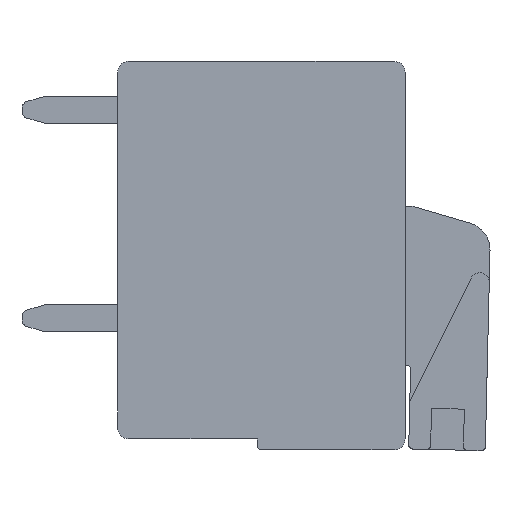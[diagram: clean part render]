
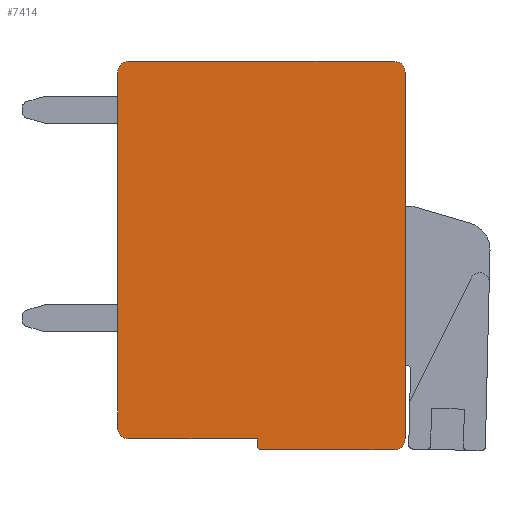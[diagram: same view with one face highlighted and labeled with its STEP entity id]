
A CAD part, front view. The second image highlights one B-rep face of the part: STEP entity #7414.
In plain terms, the highlighted planar face has unit normal (0, -1, 0).
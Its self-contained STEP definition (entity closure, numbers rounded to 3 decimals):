
#1=CARTESIAN_POINT('',(5.25,0.,-14.05));
#2=DIRECTION('',(0.,1.,0.));
#3=DIRECTION('',(0.,0.,-1.));
#4=AXIS2_PLACEMENT_3D('',#1,#2,#3);
#6=DIRECTION('',(0.,0.,1.));
#7=VECTOR('',#6,0.25);
#8=CARTESIAN_POINT('',(5.1,0.,-14.05));
#9=LINE('',#8,#7);
#10=DIRECTION('',(-1.,0.,0.));
#11=VECTOR('',#10,4.7);
#12=CARTESIAN_POINT('',(5.1,0.,-13.8));
#13=LINE('',#12,#11);
#14=CARTESIAN_POINT('',(0.4,0.,-13.4));
#15=DIRECTION('',(0.,1.,0.));
#16=DIRECTION('',(0.,0.,-1.));
#17=AXIS2_PLACEMENT_3D('',#14,#15,#16);
#19=DIRECTION('',(0.,0.,1.));
#20=VECTOR('',#19,13.);
#21=CARTESIAN_POINT('',(0.,0.,-13.4));
#22=LINE('',#21,#20);
#23=CARTESIAN_POINT('',(0.4,0.,-0.4));
#24=DIRECTION('',(0.,1.,0.));
#25=DIRECTION('',(-1.,0.,0.));
#26=AXIS2_PLACEMENT_3D('',#23,#24,#25);
#28=DIRECTION('',(1.,0.,0.));
#29=VECTOR('',#28,9.7);
#30=CARTESIAN_POINT('',(0.4,0.,0.));
#31=LINE('',#30,#29);
#32=CARTESIAN_POINT('',(10.1,0.,-0.4));
#33=DIRECTION('',(0.,1.,0.));
#34=DIRECTION('',(0.,0.,1.));
#35=AXIS2_PLACEMENT_3D('',#32,#33,#34);
#37=DIRECTION('',(0.,0.,-1.));
#38=VECTOR('',#37,13.4);
#39=CARTESIAN_POINT('',(10.5,0.,-0.4));
#40=LINE('',#39,#38);
#41=CARTESIAN_POINT('',(10.1,0.,-13.8));
#42=DIRECTION('',(0.,1.,0.));
#43=DIRECTION('',(1.,0.,0.));
#44=AXIS2_PLACEMENT_3D('',#41,#42,#43);
#46=DIRECTION('',(-1.,0.,0.));
#47=VECTOR('',#46,4.85);
#48=CARTESIAN_POINT('',(10.1,0.,-14.2));
#49=LINE('',#48,#47);
#5633=CARTESIAN_POINT('',(5.25,0.,-14.2));
#5634=CARTESIAN_POINT('',(5.1,0.,-14.05));
#5635=VERTEX_POINT('',#5633);
#5636=VERTEX_POINT('',#5634);
#5637=CARTESIAN_POINT('',(5.1,0.,-13.8));
#5638=VERTEX_POINT('',#5637);
#5639=CARTESIAN_POINT('',(0.4,0.,-13.8));
#5640=VERTEX_POINT('',#5639);
#5641=CARTESIAN_POINT('',(0.,0.,-13.4));
#5642=VERTEX_POINT('',#5641);
#5643=CARTESIAN_POINT('',(0.,0.,-0.4));
#5644=VERTEX_POINT('',#5643);
#5645=CARTESIAN_POINT('',(0.4,0.,0.));
#5646=VERTEX_POINT('',#5645);
#5647=CARTESIAN_POINT('',(10.1,0.,0.));
#5648=VERTEX_POINT('',#5647);
#5649=CARTESIAN_POINT('',(10.5,0.,-0.4));
#5650=VERTEX_POINT('',#5649);
#5651=CARTESIAN_POINT('',(10.5,0.,-13.8));
#5652=VERTEX_POINT('',#5651);
#5653=CARTESIAN_POINT('',(10.1,0.,-14.2));
#5654=VERTEX_POINT('',#5653);
#7385=CARTESIAN_POINT('',(0.,0.,0.));
#7386=DIRECTION('',(0.,1.,0.));
#7387=DIRECTION('',(1.,0.,0.));
#7388=AXIS2_PLACEMENT_3D('',#7385,#7386,#7387);
#7389=PLANE('',#7388);
#7391=ORIENTED_EDGE('',*,*,#7390,.T.);
#7393=ORIENTED_EDGE('',*,*,#7392,.T.);
#7395=ORIENTED_EDGE('',*,*,#7394,.T.);
#7397=ORIENTED_EDGE('',*,*,#7396,.T.);
#7399=ORIENTED_EDGE('',*,*,#7398,.T.);
#7401=ORIENTED_EDGE('',*,*,#7400,.T.);
#7403=ORIENTED_EDGE('',*,*,#7402,.T.);
#7405=ORIENTED_EDGE('',*,*,#7404,.T.);
#7407=ORIENTED_EDGE('',*,*,#7406,.T.);
#7409=ORIENTED_EDGE('',*,*,#7408,.T.);
#7411=ORIENTED_EDGE('',*,*,#7410,.T.);
#7412=EDGE_LOOP('',(#7391,#7393,#7395,#7397,#7399,#7401,#7403,#7405,#7407,#7409,
#7411));
#7413=FACE_OUTER_BOUND('',#7412,.F.);
#5=CIRCLE('',#4,0.15);
#18=CIRCLE('',#17,0.4);
#27=CIRCLE('',#26,0.4);
#36=CIRCLE('',#35,0.4);
#45=CIRCLE('',#44,0.4);
#7390=EDGE_CURVE('',#5635,#5636,#5,.T.);
#7392=EDGE_CURVE('',#5636,#5638,#9,.T.);
#7394=EDGE_CURVE('',#5638,#5640,#13,.T.);
#7396=EDGE_CURVE('',#5640,#5642,#18,.T.);
#7398=EDGE_CURVE('',#5642,#5644,#22,.T.);
#7400=EDGE_CURVE('',#5644,#5646,#27,.T.);
#7402=EDGE_CURVE('',#5646,#5648,#31,.T.);
#7404=EDGE_CURVE('',#5648,#5650,#36,.T.);
#7406=EDGE_CURVE('',#5650,#5652,#40,.T.);
#7408=EDGE_CURVE('',#5652,#5654,#45,.T.);
#7410=EDGE_CURVE('',#5654,#5635,#49,.T.);
#7414=ADVANCED_FACE('',(#7413),#7389,.F.);
